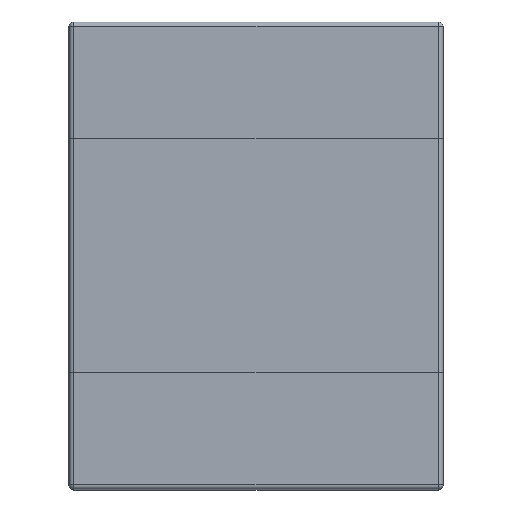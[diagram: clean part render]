
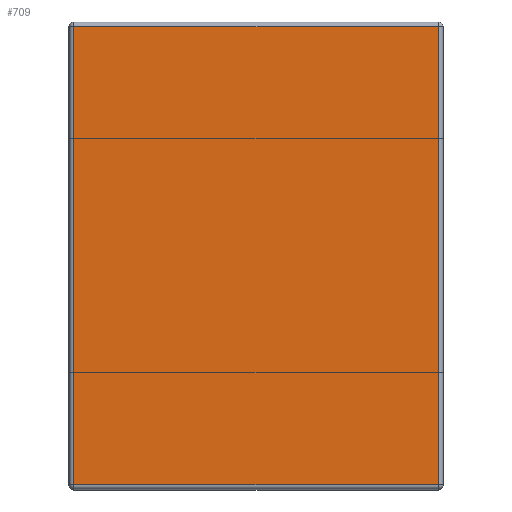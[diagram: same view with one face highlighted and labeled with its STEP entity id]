
A CAD part, top view. The second image highlights one B-rep face of the part: STEP entity #709.
In plain terms, the highlighted planar face has unit normal (0, 0, 1).
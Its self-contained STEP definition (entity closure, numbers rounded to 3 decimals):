
#1 = DIRECTION ( 'NONE',  ( 0., 1., 0. ) ) ;
#30 = DIRECTION ( 'NONE',  ( 1., 0., 0. ) ) ;
#36 = VERTEX_POINT ( 'NONE', #353 ) ;
#58 = ORIENTED_EDGE ( 'NONE', *, *, #919, .F. ) ;
#63 = FACE_OUTER_BOUND ( 'NONE', #876, .T. ) ;
#101 = CARTESIAN_POINT ( 'NONE',  ( -0.78, 0.98, 0.5 ) ) ;
#118 = EDGE_CURVE ( 'NONE', #357, #264, #292, .T. ) ;
#134 = ORIENTED_EDGE ( 'NONE', *, *, #198, .F. ) ;
#186 = CARTESIAN_POINT ( 'NONE',  ( -0.78, -0.98, 0.5 ) ) ;
#198 = EDGE_CURVE ( 'NONE', #931, #36, #861, .T. ) ;
#247 = CARTESIAN_POINT ( 'NONE',  ( 0.78, -0.98, 0.5 ) ) ;
#264 = VERTEX_POINT ( 'NONE', #186 ) ;
#268 = PLANE ( 'NONE',  #609 ) ;
#292 = LINE ( 'NONE', #247, #714 ) ;
#313 = CARTESIAN_POINT ( 'NONE',  ( 0.78, -0.98, 0.5 ) ) ;
#321 = CARTESIAN_POINT ( 'NONE',  ( -0.78, 0.5, 0.5 ) ) ;
#353 = CARTESIAN_POINT ( 'NONE',  ( 0.78, 0.98, 0.5 ) ) ;
#357 = VERTEX_POINT ( 'NONE', #313 ) ;
#388 = LINE ( 'NONE', #1058, #1038 ) ;
#433 = CARTESIAN_POINT ( 'NONE',  ( -0.78, -0.5, 0.5 ) ) ;
#513 = DIRECTION ( 'NONE',  ( 0., 0., 1. ) ) ;
#565 = CARTESIAN_POINT ( 'NONE',  ( -0.78, 0.98, 0.5 ) ) ;
#609 = AXIS2_PLACEMENT_3D ( 'NONE', #433, #513, #30 ) ;
#628 = VECTOR ( 'NONE', #1013, 1000. ) ;
#709 = ADVANCED_FACE ( 'NONE', ( #63 ), #268, .T. ) ;
#714 = VECTOR ( 'NONE', #831, 1000. ) ;
#735 = DIRECTION ( 'NONE',  ( 0., -1., 0. ) ) ;
#784 = ORIENTED_EDGE ( 'NONE', *, *, #862, .F. ) ;
#831 = DIRECTION ( 'NONE',  ( -1., 0., 0. ) ) ;
#855 = LINE ( 'NONE', #321, #992 ) ;
#861 = LINE ( 'NONE', #101, #628 ) ;
#862 = EDGE_CURVE ( 'NONE', #36, #357, #388, .T. ) ;
#876 = EDGE_LOOP ( 'NONE', ( #58, #933, #784, #134 ) ) ;
#919 = EDGE_CURVE ( 'NONE', #264, #931, #855, .T. ) ;
#931 = VERTEX_POINT ( 'NONE', #565 ) ;
#933 = ORIENTED_EDGE ( 'NONE', *, *, #118, .F. ) ;
#992 = VECTOR ( 'NONE', #1, 1000. ) ;
#1013 = DIRECTION ( 'NONE',  ( 1., 0., 0. ) ) ;
#1038 = VECTOR ( 'NONE', #735, 1000. ) ;
#1058 = CARTESIAN_POINT ( 'NONE',  ( 0.78, -0.5, 0.5 ) ) ;
